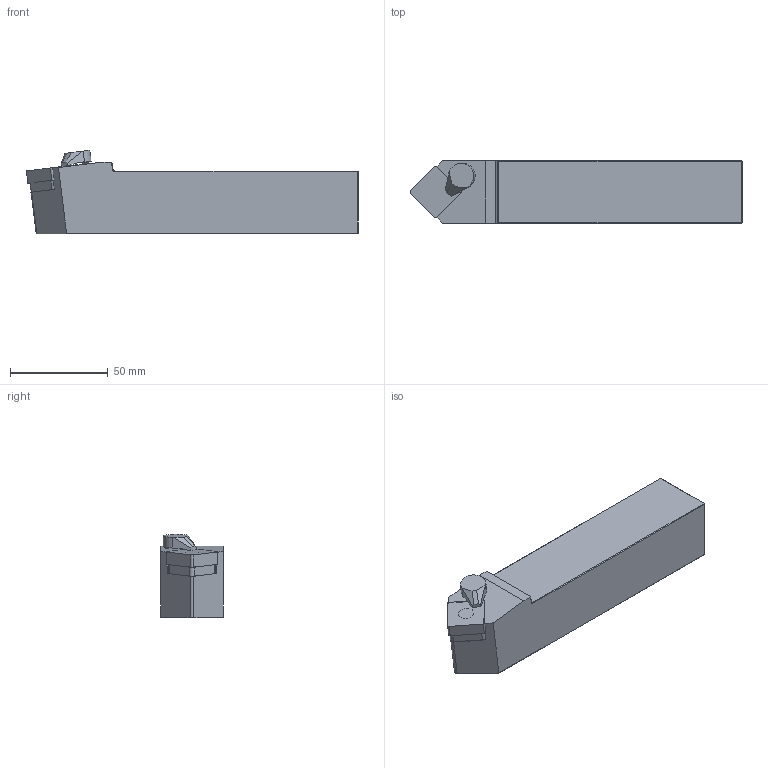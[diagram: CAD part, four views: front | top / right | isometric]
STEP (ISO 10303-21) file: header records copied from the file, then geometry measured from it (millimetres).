
FILE_DESCRIPTION(/* description */ (''),/* implementation_level */ '2;1');
FILE_NAME(/* name */ 'PSDNN-3232-P19C.stp',/* time_stamp */ '2023-10-02T10:10:49+03:00',/* author */ (''),/* organization */ (''),/* preprocessor_version */ 'ST-DEVELOPER v19.4',/* originating_system */ 'SIEMENS PLM Software NX2306.3001',/* authorisation */ '');
FILE_SCHEMA (('AUTOMOTIVE_DESIGN { 1 0 10303 214 3 1 1 1 }'));
Length unit declared in the file: millimetre
Products named in the file (1): PSDNN-3232-P19C
Bounding box: 169.67 x 32 x 42.59 mm (x, y, z)
Volume: 167033.7 mm3; surface area: 24602.7 mm2
Topology: 2 solids, 3 shells, 67 faces, 163 edges, 103 vertices
Faces by surface type: plane 50, cylinder 13, cone 3, torus 1
Full cylindrical faces by diameter (mm): 7.9 x1
Entity records: 1968 total; most frequent: CARTESIAN_POINT 358, DIRECTION 328, ORIENTED_EDGE 322, EDGE_CURVE 161, LINE 122, VECTOR 122, AXIS2_PLACEMENT_3D 103, VERTEX_POINT 102
